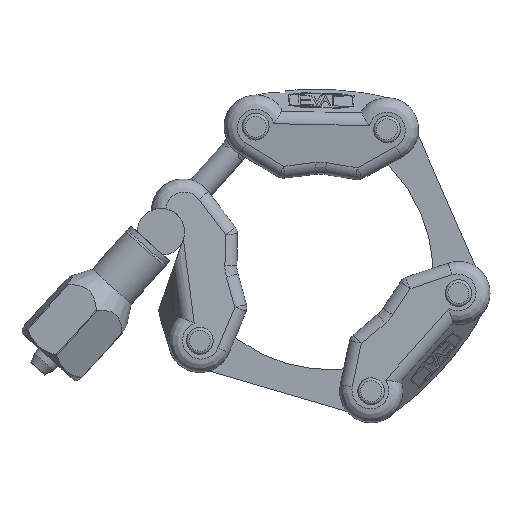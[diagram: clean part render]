
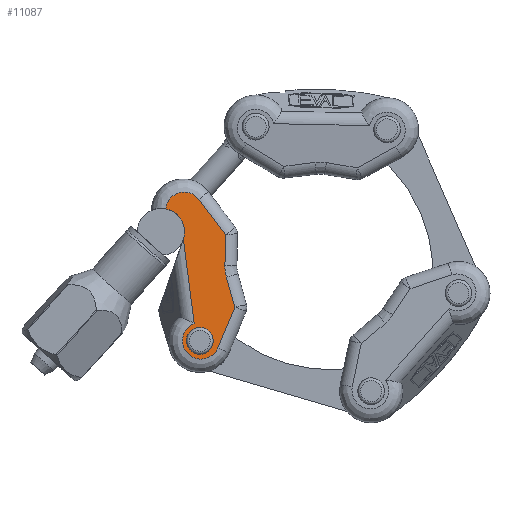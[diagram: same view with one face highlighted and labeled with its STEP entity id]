
A CAD part, left-side view. The second image highlights one B-rep face of the part: STEP entity #11087.
In plain terms, the highlighted face is planar.
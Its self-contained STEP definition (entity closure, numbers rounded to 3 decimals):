
#382=ELLIPSE('',#11919,2.56,2.55);
#383=ELLIPSE('',#11920,4.517,4.5);
#384=ELLIPSE('',#11921,7.529,7.5);
#649=B_SPLINE_CURVE_WITH_KNOTS('',3,(#19971,#19972,#19973,#19974,#19975,
#19976,#19977,#19978,#19979,#19980),.UNSPECIFIED.,.F.,.F.,(4,1,1,1,1,1,
1,4),(0.,0.125,0.25,0.375,0.5,0.625,0.75,1.),.UNSPECIFIED.);
#650=B_SPLINE_CURVE_WITH_KNOTS('',3,(#19992,#19993,#19994,#19995,#19996,
#19997,#19998),.UNSPECIFIED.,.F.,.F.,(4,1,1,1,4),(0.,0.25,0.5,0.75,1.),
 .UNSPECIFIED.);
#3132=ORIENTED_EDGE('',*,*,#5264,.F.);
#3133=ORIENTED_EDGE('',*,*,#5265,.T.);
#3134=ORIENTED_EDGE('',*,*,#5262,.F.);
#3135=ORIENTED_EDGE('',*,*,#5266,.F.);
#3136=ORIENTED_EDGE('',*,*,#5267,.F.);
#3137=ORIENTED_EDGE('',*,*,#5268,.F.);
#3138=ORIENTED_EDGE('',*,*,#5269,.F.);
#3139=ORIENTED_EDGE('',*,*,#5270,.F.);
#3140=ORIENTED_EDGE('',*,*,#5271,.F.);
#3141=ORIENTED_EDGE('',*,*,#5272,.F.);
#5262=EDGE_CURVE('',#6521,#6522,#7645,.T.);
#5264=EDGE_CURVE('',#6523,#6523,#382,.T.);
#5265=EDGE_CURVE('',#6524,#6522,#383,.T.);
#5266=EDGE_CURVE('',#6525,#6521,#649,.F.);
#5267=EDGE_CURVE('',#6526,#6525,#7646,.T.);
#5268=EDGE_CURVE('',#6527,#6526,#7647,.T.);
#5269=EDGE_CURVE('',#6528,#6527,#384,.T.);
#5270=EDGE_CURVE('',#6529,#6528,#7648,.T.);
#5271=EDGE_CURVE('',#6530,#6529,#7649,.T.);
#5272=EDGE_CURVE('',#6524,#6530,#650,.F.);
#6521=VERTEX_POINT('',#19959);
#6522=VERTEX_POINT('',#19961);
#6523=VERTEX_POINT('',#19968);
#6524=VERTEX_POINT('',#19970);
#6525=VERTEX_POINT('',#19981);
#6526=VERTEX_POINT('',#19983);
#6527=VERTEX_POINT('',#19985);
#6528=VERTEX_POINT('',#19987);
#6529=VERTEX_POINT('',#19989);
#6530=VERTEX_POINT('',#19991);
#7645=LINE('',#19960,#8676);
#7646=LINE('',#19982,#8677);
#7647=LINE('',#19984,#8678);
#7648=LINE('',#19988,#8679);
#7649=LINE('',#19990,#8680);
#8676=VECTOR('',#13871,1000.);
#8677=VECTOR('',#13878,1000.);
#8678=VECTOR('',#13879,1000.);
#8679=VECTOR('',#13882,1000.);
#8680=VECTOR('',#13883,1000.);
#9389=EDGE_LOOP('',(#3132));
#9390=EDGE_LOOP('',(#3133,#3134,#3135,#3136,#3137,#3138,#3139,#3140,#3141));
#10078=FACE_BOUND('',#9389,.T.);
#10079=FACE_BOUND('',#9390,.T.);
#10588=PLANE('',#11918);
#11087=ADVANCED_FACE('',(#10078,#10079),#10588,.T.);
#11918=AXIS2_PLACEMENT_3D('',#19966,#13872,#13873);
#11919=AXIS2_PLACEMENT_3D('',#19967,#13874,#13875);
#11920=AXIS2_PLACEMENT_3D('',#19969,#13876,#13877);
#11921=AXIS2_PLACEMENT_3D('',#19986,#13880,#13881);
#13871=DIRECTION('',(0.,0.,1.));
#13872=DIRECTION('',(-0.996,-0.087,0.));
#13873=DIRECTION('',(0.,0.,1.));
#13874=DIRECTION('',(-0.996,-0.087,0.));
#13875=DIRECTION('',(0.087,-0.996,0.));
#13876=DIRECTION('',(0.996,0.087,0.));
#13877=DIRECTION('',(-0.087,0.996,0.));
#13878=DIRECTION('',(-0.044,0.5,-0.865));
#13879=DIRECTION('',(0.013,-0.148,-0.989));
#13880=DIRECTION('',(-0.996,-0.087,0.));
#13881=DIRECTION('',(-0.087,0.996,0.));
#13882=DIRECTION('',(-0.013,0.148,-0.989));
#13883=DIRECTION('',(0.044,-0.5,-0.865));
#19959=CARTESIAN_POINT('',(-10.011,1.87,-9.105));
#19960=CARTESIAN_POINT('',(-10.011,1.87,-9.105));
#19961=CARTESIAN_POINT('',(-10.011,1.87,7.07));
#19966=CARTESIAN_POINT('',(-9.096,-8.595,0.));
#19967=CARTESIAN_POINT('',(-9.956,1.235,-12.5));
#19968=CARTESIAN_POINT('',(-9.733,-1.315,-12.5));
#19969=CARTESIAN_POINT('',(-10.367,5.935,9.));
#19970=CARTESIAN_POINT('',(-10.236,4.437,13.243));
#19971=CARTESIAN_POINT('',(-10.011,1.87,-9.105));
#19972=CARTESIAN_POINT('',(-10.06,2.43,-9.246));
#19973=CARTESIAN_POINT('',(-10.151,3.471,-9.806));
#19974=CARTESIAN_POINT('',(-10.237,4.455,-11.288));
#19975=CARTESIAN_POINT('',(-10.252,4.619,-13.058));
#19976=CARTESIAN_POINT('',(-10.191,3.926,-14.696));
#19977=CARTESIAN_POINT('',(-10.07,2.542,-15.81));
#19978=CARTESIAN_POINT('',(-9.866,0.206,-16.252));
#19979=CARTESIAN_POINT('',(-9.722,-1.436,-15.252));
#19980=CARTESIAN_POINT('',(-9.671,-2.014,-14.25));
#19981=CARTESIAN_POINT('',(-9.671,-2.014,-14.25));
#19982=CARTESIAN_POINT('',(-9.304,-6.211,-6.98));
#19983=CARTESIAN_POINT('',(-9.304,-6.211,-6.98));
#19984=CARTESIAN_POINT('',(-9.381,-5.334,-1.109));
#19985=CARTESIAN_POINT('',(-9.381,-5.334,-1.109));
#19986=CARTESIAN_POINT('',(-8.732,-12.751,0.));
#19987=CARTESIAN_POINT('',(-9.381,-5.334,1.109));
#19988=CARTESIAN_POINT('',(-9.304,-6.211,6.98));
#19989=CARTESIAN_POINT('',(-9.304,-6.211,6.98));
#19990=CARTESIAN_POINT('',(-9.671,-2.014,14.25));
#19991=CARTESIAN_POINT('',(-9.671,-2.014,14.25));
#19992=CARTESIAN_POINT('',(-9.671,-2.014,14.25));
#19993=CARTESIAN_POINT('',(-9.702,-1.661,14.862));
#19994=CARTESIAN_POINT('',(-9.796,-0.588,15.851));
#19995=CARTESIAN_POINT('',(-9.987,1.59,16.174));
#19996=CARTESIAN_POINT('',(-10.16,3.567,15.202));
#19997=CARTESIAN_POINT('',(-10.223,4.287,13.934));
#19998=CARTESIAN_POINT('',(-10.236,4.437,13.243));
